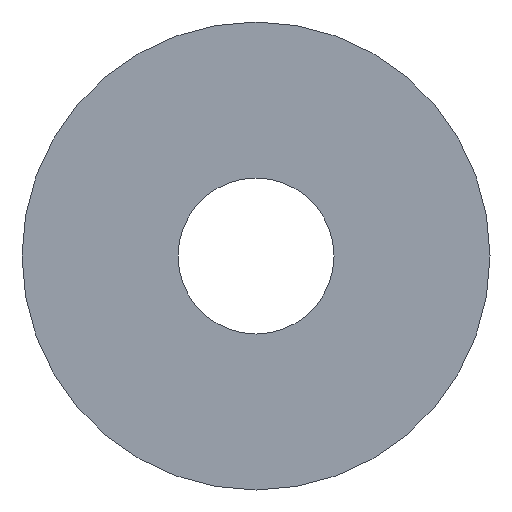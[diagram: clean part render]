
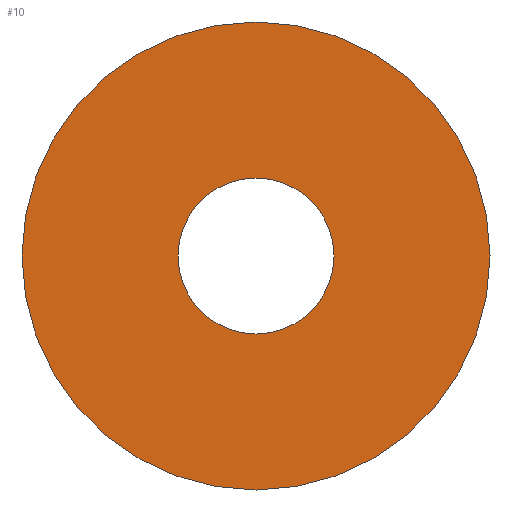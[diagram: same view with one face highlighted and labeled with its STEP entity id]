
A CAD part, front view. The second image highlights one B-rep face of the part: STEP entity #10.
In plain terms, the highlighted planar face has unit normal (0, -1, 0).
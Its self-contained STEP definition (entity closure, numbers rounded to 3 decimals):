
#3 = CARTESIAN_POINT ( 'NONE',  ( 0., 0., 0. ) ) ;
#5 = CIRCLE ( 'NONE', #117, 1.5 ) ;
#6 = CARTESIAN_POINT ( 'NONE',  ( 0., 0., -1.5 ) ) ;
#10 = ADVANCED_FACE ( 'NONE', ( #18, #175 ), #104, .F. ) ;
#17 = DIRECTION ( 'NONE',  ( 0., 1., 0. ) ) ;
#18 = FACE_OUTER_BOUND ( 'NONE', #43, .T. ) ;
#19 = CARTESIAN_POINT ( 'NONE',  ( 0., 0., 0. ) ) ;
#22 = DIRECTION ( 'NONE',  ( 0., 0., 1. ) ) ;
#26 = AXIS2_PLACEMENT_3D ( 'NONE', #3, #94, #22 ) ;
#33 = CARTESIAN_POINT ( 'NONE',  ( 0., 0., 0. ) ) ;
#42 = CIRCLE ( 'NONE', #102, 4.5 ) ;
#43 = EDGE_LOOP ( 'NONE', ( #118, #73 ) ) ;
#46 = DIRECTION ( 'NONE',  ( 0., 0., 1. ) ) ;
#48 = CARTESIAN_POINT ( 'NONE',  ( 0., 0., 0. ) ) ;
#72 = VERTEX_POINT ( 'NONE', #155 ) ;
#73 = ORIENTED_EDGE ( 'NONE', *, *, #125, .F. ) ;
#80 = EDGE_CURVE ( 'NONE', #195, #135, #5, .T. ) ;
#84 = CIRCLE ( 'NONE', #171, 1.5 ) ;
#85 = ORIENTED_EDGE ( 'NONE', *, *, #196, .T. ) ;
#93 = DIRECTION ( 'NONE',  ( 0., 0., 1. ) ) ;
#94 = DIRECTION ( 'NONE',  ( 0., 1., 0. ) ) ;
#99 = DIRECTION ( 'NONE',  ( 0., 1., 0. ) ) ;
#102 = AXIS2_PLACEMENT_3D ( 'NONE', #19, #17, #93 ) ;
#104 = PLANE ( 'NONE',  #26 ) ;
#107 = DIRECTION ( 'NONE',  ( 0., 0., 1. ) ) ;
#108 = DIRECTION ( 'NONE',  ( 0., 0., 1. ) ) ;
#109 = CARTESIAN_POINT ( 'NONE',  ( 0., 0., 0. ) ) ;
#113 = EDGE_CURVE ( 'NONE', #72, #150, #42, .T. ) ;
#117 = AXIS2_PLACEMENT_3D ( 'NONE', #33, #124, #46 ) ;
#118 = ORIENTED_EDGE ( 'NONE', *, *, #113, .F. ) ;
#124 = DIRECTION ( 'NONE',  ( 0., 1., 0. ) ) ;
#125 = EDGE_CURVE ( 'NONE', #150, #72, #134, .T. ) ;
#133 = ORIENTED_EDGE ( 'NONE', *, *, #80, .T. ) ;
#134 = CIRCLE ( 'NONE', #174, 4.5 ) ;
#135 = VERTEX_POINT ( 'NONE', #173 ) ;
#138 = DIRECTION ( 'NONE',  ( 0., 1., 0. ) ) ;
#149 = EDGE_LOOP ( 'NONE', ( #133, #85 ) ) ;
#150 = VERTEX_POINT ( 'NONE', #194 ) ;
#155 = CARTESIAN_POINT ( 'NONE',  ( 0., 0., -4.5 ) ) ;
#171 = AXIS2_PLACEMENT_3D ( 'NONE', #109, #99, #108 ) ;
#173 = CARTESIAN_POINT ( 'NONE',  ( 0., 0., 1.5 ) ) ;
#174 = AXIS2_PLACEMENT_3D ( 'NONE', #48, #138, #107 ) ;
#175 = FACE_BOUND ( 'NONE', #149, .T. ) ;
#194 = CARTESIAN_POINT ( 'NONE',  ( 0., 0., 4.5 ) ) ;
#195 = VERTEX_POINT ( 'NONE', #6 ) ;
#196 = EDGE_CURVE ( 'NONE', #135, #195, #84, .T. ) ;
